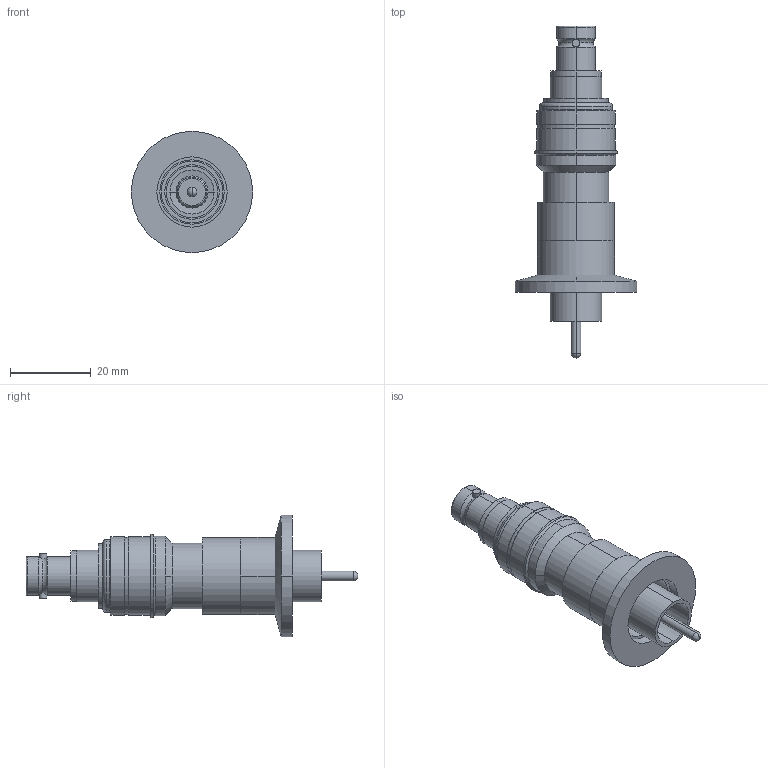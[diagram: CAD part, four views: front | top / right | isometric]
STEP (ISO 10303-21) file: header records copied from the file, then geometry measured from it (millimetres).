
FILE_DESCRIPTION (( 'STEP AP214' ), '1' );
FILE_NAME ('120XMF016-1.step', '2017-07-10T09:20:48', ( 'install' ), ( '' ), 'SwSTEP 2.0', 'SolidWorks 2015', '' );
FILE_SCHEMA (( 'AUTOMOTIVE_DESIGN' ));
Length unit declared in the file: inch
Products named in the file (1): 120XMF016-1
Bounding box: 29.97 x 82.04 x 29.97 mm (x, y, z)
Volume: 9655.6 mm3; surface area: 13315.6 mm2
Topology: 1 solids, 3 shells, 175 faces, 386 edges, 239 vertices
Faces by surface type: cylinder 88, plane 35, cone 32, torus 18, sphere 2
Entity records: 5034 total; most frequent: DIRECTION 960, CARTESIAN_POINT 959, ORIENTED_EDGE 764, AXIS2_PLACEMENT_3D 414, EDGE_CURVE 382, CIRCLE 238, VERTEX_POINT 237, EDGE_LOOP 203
